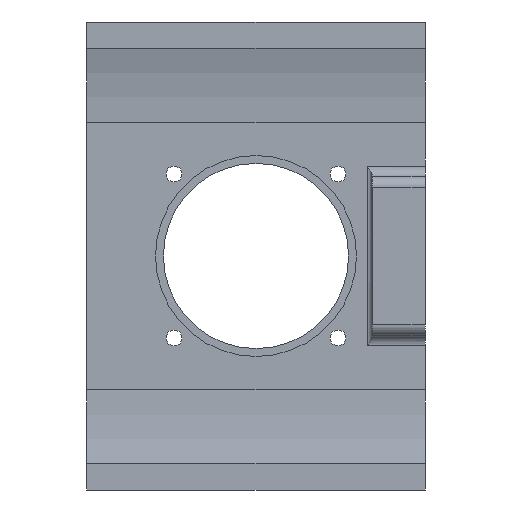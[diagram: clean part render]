
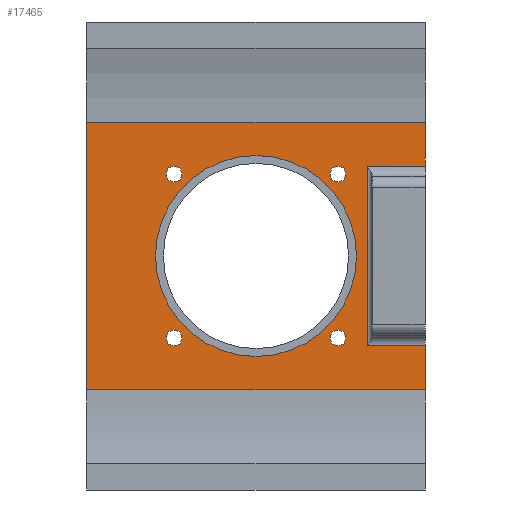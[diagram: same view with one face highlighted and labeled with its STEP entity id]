
A CAD part, front view. The second image highlights one B-rep face of the part: STEP entity #17465.
In plain terms, the highlighted planar face has unit normal (0, -1, 0).
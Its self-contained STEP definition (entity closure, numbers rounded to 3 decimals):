
#496=FACE_BOUND('',#2153,.T.);
#497=FACE_BOUND('',#2154,.T.);
#498=FACE_BOUND('',#2155,.T.);
#499=FACE_BOUND('',#2156,.T.);
#500=FACE_BOUND('',#2157,.T.);
#614=CIRCLE('',#18491,1.5);
#615=CIRCLE('',#18492,1.5);
#616=CIRCLE('',#18493,1.5);
#617=CIRCLE('',#18494,1.5);
#618=CIRCLE('',#18495,19.);
#655=PLANE('',#18490);
#1152=FACE_OUTER_BOUND('',#2152,.T.);
#2152=EDGE_LOOP('',(#12080,#12081,#12082,#12083,#12084,#12085,#12086,#12087));
#2153=EDGE_LOOP('',(#12088));
#2154=EDGE_LOOP('',(#12089));
#2155=EDGE_LOOP('',(#12090));
#2156=EDGE_LOOP('',(#12091));
#2157=EDGE_LOOP('',(#12092));
#3261=LINE('',#21885,#4941);
#3265=LINE('',#21904,#4945);
#3267=LINE('',#21910,#4947);
#3268=LINE('',#21912,#4948);
#3269=LINE('',#21914,#4949);
#3270=LINE('',#21916,#4950);
#3271=LINE('',#21918,#4951);
#3272=LINE('',#21919,#4952);
#4941=VECTOR('',#19051,10.);
#4945=VECTOR('',#19069,10.);
#4947=VECTOR('',#19075,10.);
#4948=VECTOR('',#19076,10.);
#4949=VECTOR('',#19077,50.);
#4950=VECTOR('',#19078,10.);
#4951=VECTOR('',#19079,50.);
#4952=VECTOR('',#19080,10.);
#7582=VERTEX_POINT('',#21860);
#7585=VERTEX_POINT('',#21874);
#7593=VERTEX_POINT('',#21903);
#7595=VERTEX_POINT('',#21909);
#7596=VERTEX_POINT('',#21911);
#7597=VERTEX_POINT('',#21913);
#7598=VERTEX_POINT('',#21915);
#7599=VERTEX_POINT('',#21917);
#7600=VERTEX_POINT('',#21920);
#7601=VERTEX_POINT('',#21922);
#7602=VERTEX_POINT('',#21924);
#7603=VERTEX_POINT('',#21926);
#7604=VERTEX_POINT('',#21928);
#9377=EDGE_CURVE('',#7585,#7582,#3261,.T.);
#9386=EDGE_CURVE('',#7582,#7593,#3265,.T.);
#9389=EDGE_CURVE('',#7595,#7585,#3267,.T.);
#9390=EDGE_CURVE('',#7596,#7595,#3268,.T.);
#9391=EDGE_CURVE('',#7597,#7596,#3269,.T.);
#9392=EDGE_CURVE('',#7598,#7597,#3270,.T.);
#9393=EDGE_CURVE('',#7599,#7598,#3271,.T.);
#9394=EDGE_CURVE('',#7593,#7599,#3272,.T.);
#9395=EDGE_CURVE('',#7600,#7600,#614,.T.);
#9396=EDGE_CURVE('',#7601,#7601,#615,.T.);
#9397=EDGE_CURVE('',#7602,#7602,#616,.T.);
#9398=EDGE_CURVE('',#7603,#7603,#617,.T.);
#9399=EDGE_CURVE('',#7604,#7604,#618,.T.);
#12080=ORIENTED_EDGE('',*,*,#9389,.F.);
#12081=ORIENTED_EDGE('',*,*,#9390,.F.);
#12082=ORIENTED_EDGE('',*,*,#9391,.F.);
#12083=ORIENTED_EDGE('',*,*,#9392,.F.);
#12084=ORIENTED_EDGE('',*,*,#9393,.F.);
#12085=ORIENTED_EDGE('',*,*,#9394,.F.);
#12086=ORIENTED_EDGE('',*,*,#9386,.F.);
#12087=ORIENTED_EDGE('',*,*,#9377,.F.);
#12088=ORIENTED_EDGE('',*,*,#9395,.T.);
#12089=ORIENTED_EDGE('',*,*,#9396,.T.);
#12090=ORIENTED_EDGE('',*,*,#9397,.T.);
#12091=ORIENTED_EDGE('',*,*,#9398,.T.);
#12092=ORIENTED_EDGE('',*,*,#9399,.T.);
#17465=ADVANCED_FACE('',(#1152,#496,#497,#498,#499,#500),#655,.F.);
#18490=AXIS2_PLACEMENT_3D('',#21908,#19073,#19074);
#18491=AXIS2_PLACEMENT_3D('',#21921,#19081,#19082);
#18492=AXIS2_PLACEMENT_3D('',#21923,#19083,#19084);
#18493=AXIS2_PLACEMENT_3D('',#21925,#19085,#19086);
#18494=AXIS2_PLACEMENT_3D('',#21927,#19087,#19088);
#18495=AXIS2_PLACEMENT_3D('',#21929,#19089,#19090);
#19051=DIRECTION('',(0.,0.,-1.));
#19069=DIRECTION('',(1.,0.,0.));
#19073=DIRECTION('center_axis',(0.,1.,0.));
#19074=DIRECTION('ref_axis',(0.,0.,1.));
#19075=DIRECTION('',(-1.,0.,0.));
#19076=DIRECTION('',(0.,0.,-1.));
#19077=DIRECTION('',(1.,0.,0.));
#19078=DIRECTION('',(0.,0.,1.));
#19079=DIRECTION('',(-1.,0.,0.));
#19080=DIRECTION('',(0.,0.,-1.));
#19081=DIRECTION('center_axis',(0.,1.,0.));
#19082=DIRECTION('ref_axis',(1.,0.,0.));
#19083=DIRECTION('center_axis',(0.,1.,0.));
#19084=DIRECTION('ref_axis',(1.,0.,0.));
#19085=DIRECTION('center_axis',(0.,1.,0.));
#19086=DIRECTION('ref_axis',(1.,0.,0.));
#19087=DIRECTION('center_axis',(0.,1.,0.));
#19088=DIRECTION('ref_axis',(1.,0.,0.));
#19089=DIRECTION('center_axis',(0.,1.,0.));
#19090=DIRECTION('ref_axis',(1.,0.,0.));
#21860=CARTESIAN_POINT('',(21.,0.,-17.));
#21874=CARTESIAN_POINT('',(21.,0.,17.));
#21885=CARTESIAN_POINT('',(21.,0.,0.));
#21903=CARTESIAN_POINT('',(32.,0.,-17.));
#21904=CARTESIAN_POINT('',(16.,0.,-17.));
#21908=CARTESIAN_POINT('Origin',(0.,0.,0.));
#21909=CARTESIAN_POINT('',(32.,0.,17.));
#21910=CARTESIAN_POINT('',(16.,0.,17.));
#21911=CARTESIAN_POINT('',(32.,0.,25.25));
#21912=CARTESIAN_POINT('',(32.,0.,44.25));
#21913=CARTESIAN_POINT('',(-32.,0.,25.25));
#21914=CARTESIAN_POINT('',(-32.,0.,25.25));
#21915=CARTESIAN_POINT('',(-32.,0.,-25.25));
#21916=CARTESIAN_POINT('',(-32.,0.,-44.25));
#21917=CARTESIAN_POINT('',(32.,0.,-25.25));
#21918=CARTESIAN_POINT('',(32.,0.,-25.25));
#21919=CARTESIAN_POINT('',(32.,0.,44.25));
#21920=CARTESIAN_POINT('',(14.,0.,-15.5));
#21921=CARTESIAN_POINT('Origin',(15.5,0.,-15.5));
#21922=CARTESIAN_POINT('',(14.,0.,15.5));
#21923=CARTESIAN_POINT('Origin',(15.5,0.,15.5));
#21924=CARTESIAN_POINT('',(-17.,0.,-15.5));
#21925=CARTESIAN_POINT('Origin',(-15.5,0.,-15.5));
#21926=CARTESIAN_POINT('',(-17.,0.,15.5));
#21927=CARTESIAN_POINT('Origin',(-15.5,0.,15.5));
#21928=CARTESIAN_POINT('',(-19.,0.,0.));
#21929=CARTESIAN_POINT('Origin',(0.,0.,0.));
